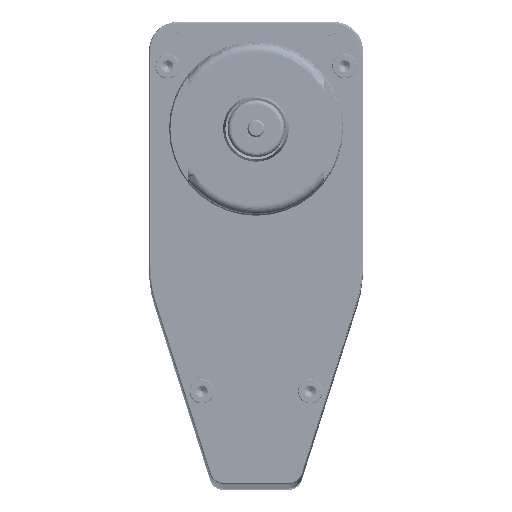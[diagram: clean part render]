
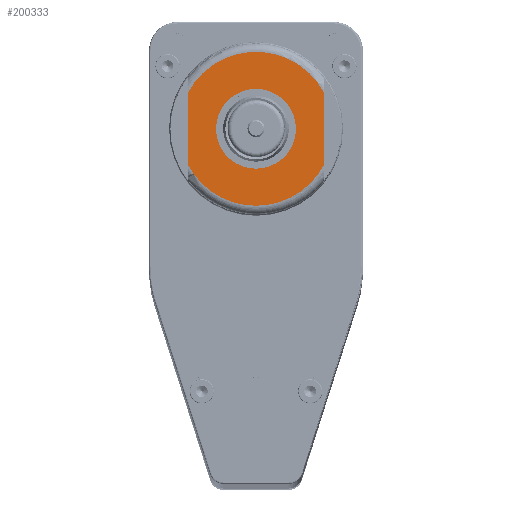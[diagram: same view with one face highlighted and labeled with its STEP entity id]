
A CAD part, top view. The second image highlights one B-rep face of the part: STEP entity #200333.
In plain terms, the highlighted planar face has unit normal (0, 0, 1).
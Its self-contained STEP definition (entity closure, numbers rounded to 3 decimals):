
#1604 = AXIS2_PLACEMENT_3D ( 'NONE', #3803, #44158, #123600 ) ;
#3803 = CARTESIAN_POINT ( 'NONE',  ( 0., 0., 545. ) ) ;
#6978 = ORIENTED_EDGE ( 'NONE', *, *, #205804, .T. ) ;
#7087 = CIRCLE ( 'NONE', #44665, 27. ) ;
#7942 = AXIS2_PLACEMENT_3D ( 'NONE', #34419, #50148, #31842 ) ;
#12318 = CIRCLE ( 'NONE', #33305, 27. ) ;
#13127 = DIRECTION ( 'NONE',  ( 0., 0., 1. ) ) ;
#19468 = VERTEX_POINT ( 'NONE', #145105 ) ;
#25308 = DIRECTION ( 'NONE',  ( 0., -1., 0. ) ) ;
#30427 = DIRECTION ( 'NONE',  ( 0., 0., 1. ) ) ;
#31842 = DIRECTION ( 'NONE',  ( 0., -1., 0. ) ) ;
#33305 = AXIS2_PLACEMENT_3D ( 'NONE', #223382, #89087, #207644 ) ;
#34088 = AXIS2_PLACEMENT_3D ( 'NONE', #85220, #30427, #25308 ) ;
#34419 = CARTESIAN_POINT ( 'NONE',  ( 0., 0., 545. ) ) ;
#34731 = VECTOR ( 'NONE', #207594, 1000. ) ;
#44158 = DIRECTION ( 'NONE',  ( 0., 0., 1. ) ) ;
#44498 = VERTEX_POINT ( 'NONE', #93458 ) ;
#44665 = AXIS2_PLACEMENT_3D ( 'NONE', #105096, #228777, #50300 ) ;
#45759 = ORIENTED_EDGE ( 'NONE', *, *, #153972, .F. ) ;
#50148 = DIRECTION ( 'NONE',  ( 0., 0., 1. ) ) ;
#50300 = DIRECTION ( 'NONE',  ( 0., -1., 0. ) ) ;
#50996 = CARTESIAN_POINT ( 'NONE',  ( 0., 0., 545. ) ) ;
#58138 = CARTESIAN_POINT ( 'NONE',  ( -24., 12.369, 545. ) ) ;
#60993 = VERTEX_POINT ( 'NONE', #126841 ) ;
#68172 = AXIS2_PLACEMENT_3D ( 'NONE', #50996, #13127, #149961 ) ;
#69068 = EDGE_CURVE ( 'NONE', #198789, #82653, #256871, .T. ) ;
#71779 = PLANE ( 'NONE',  #68172 ) ;
#78317 = CARTESIAN_POINT ( 'NONE',  ( -24., 0., 545. ) ) ;
#79833 = CIRCLE ( 'NONE', #34088, 27. ) ;
#82653 = VERTEX_POINT ( 'NONE', #195187 ) ;
#85220 = CARTESIAN_POINT ( 'NONE',  ( 0., 0., 545. ) ) ;
#87752 = LINE ( 'NONE', #128092, #34731 ) ;
#89087 = DIRECTION ( 'NONE',  ( 0., 0., 1. ) ) ;
#91304 = FACE_OUTER_BOUND ( 'NONE', #103476, .T. ) ;
#93458 = CARTESIAN_POINT ( 'NONE',  ( 24., -12.369, 545. ) ) ;
#103476 = EDGE_LOOP ( 'NONE', ( #180321, #215731, #130433, #45759, #6978 ) ) ;
#105096 = CARTESIAN_POINT ( 'NONE',  ( 0., 0., 545. ) ) ;
#106150 = CARTESIAN_POINT ( 'NONE',  ( 24., 12.369, 545. ) ) ;
#111596 = EDGE_LOOP ( 'NONE', ( #161384, #127660 ) ) ;
#123600 = DIRECTION ( 'NONE',  ( 0., -1., 0. ) ) ;
#125808 = VERTEX_POINT ( 'NONE', #106150 ) ;
#126841 = CARTESIAN_POINT ( 'NONE',  ( 0., -27., 545. ) ) ;
#127660 = ORIENTED_EDGE ( 'NONE', *, *, #140789, .F. ) ;
#128092 = CARTESIAN_POINT ( 'NONE',  ( 24., 0., 545. ) ) ;
#130433 = ORIENTED_EDGE ( 'NONE', *, *, #242936, .T. ) ;
#140789 = EDGE_CURVE ( 'NONE', #191169, #19468, #209490, .T. ) ;
#145105 = CARTESIAN_POINT ( 'NONE',  ( 0., -14., 545. ) ) ;
#145168 = CIRCLE ( 'NONE', #7942, 14. ) ;
#149961 = DIRECTION ( 'NONE',  ( 0., -1., 0. ) ) ;
#153972 = EDGE_CURVE ( 'NONE', #125808, #44498, #87752, .T. ) ;
#157778 = DIRECTION ( 'NONE',  ( 0., -1., 0. ) ) ;
#161384 = ORIENTED_EDGE ( 'NONE', *, *, #249742, .F. ) ;
#180321 = ORIENTED_EDGE ( 'NONE', *, *, #69068, .T. ) ;
#191169 = VERTEX_POINT ( 'NONE', #211564 ) ;
#195187 = CARTESIAN_POINT ( 'NONE',  ( -24., -12.369, 545. ) ) ;
#198789 = VERTEX_POINT ( 'NONE', #58138 ) ;
#200071 = VECTOR ( 'NONE', #157778, 1000. ) ;
#200333 = ADVANCED_FACE ( 'NONE', ( #207302, #91304 ), #71779, .T. ) ;
#205804 = EDGE_CURVE ( 'NONE', #125808, #198789, #7087, .T. ) ;
#207302 = FACE_BOUND ( 'NONE', #111596, .T. ) ;
#207594 = DIRECTION ( 'NONE',  ( 0., -1., 0. ) ) ;
#207644 = DIRECTION ( 'NONE',  ( 0., -1., 0. ) ) ;
#209490 = CIRCLE ( 'NONE', #1604, 14. ) ;
#211564 = CARTESIAN_POINT ( 'NONE',  ( 0., 14., 545. ) ) ;
#215731 = ORIENTED_EDGE ( 'NONE', *, *, #253925, .T. ) ;
#223382 = CARTESIAN_POINT ( 'NONE',  ( 0., 0., 545. ) ) ;
#228777 = DIRECTION ( 'NONE',  ( 0., 0., 1. ) ) ;
#242936 = EDGE_CURVE ( 'NONE', #60993, #44498, #12318, .T. ) ;
#249742 = EDGE_CURVE ( 'NONE', #19468, #191169, #145168, .T. ) ;
#253925 = EDGE_CURVE ( 'NONE', #82653, #60993, #79833, .T. ) ;
#256871 = LINE ( 'NONE', #78317, #200071 ) ;
